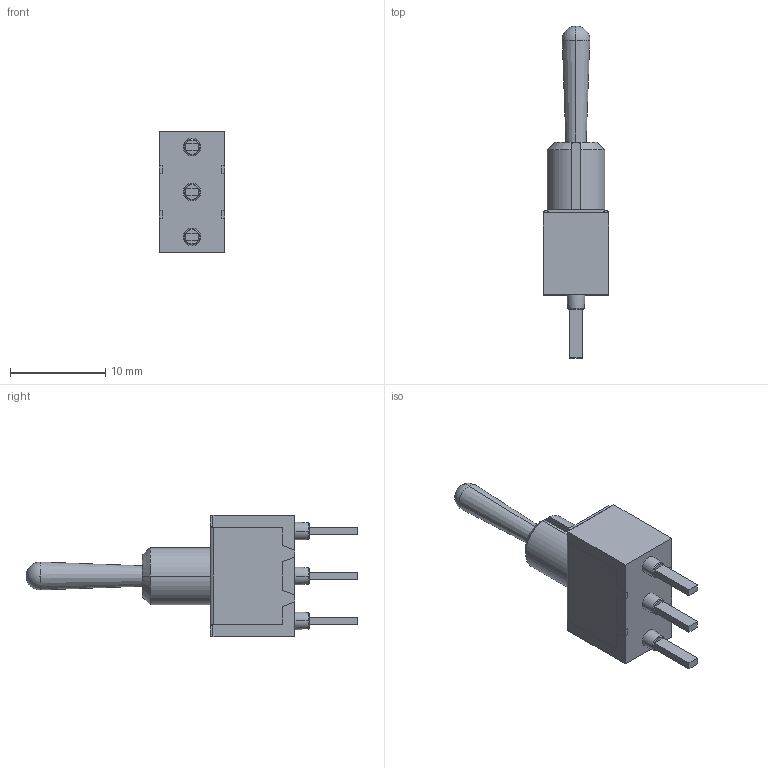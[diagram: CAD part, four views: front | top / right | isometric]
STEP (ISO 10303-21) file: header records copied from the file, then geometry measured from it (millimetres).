
FILE_DESCRIPTION (( 'STEP AP214' ), '1' );
FILE_NAME ('100SP1T1B4M2QE.STEP', '2020-12-06T17:06:17', ( '' ), ( '' ), 'SwSTEP 2.0', 'SolidWorks 2017', '' );
FILE_SCHEMA (( 'AUTOMOTIVE_DESIGN' ));
Length unit declared in the file: millimetre
Products named in the file (1): 100SP1T1B4M2QE
Bounding box: 6.86 x 34.78 x 12.7 mm (x, y, z)
Volume: 1050.6 mm3; surface area: 1400.8 mm2
Topology: 9 solids, 9 shells, 144 faces, 349 edges, 222 vertices
Faces by surface type: plane 113, torus 14, cylinder 11, cone 4, sphere 2
Entity records: 4215 total; most frequent: CARTESIAN_POINT 719, DIRECTION 695, ORIENTED_EDGE 688, EDGE_CURVE 344, LINE 277, VECTOR 277, VERTEX_POINT 219, AXIS2_PLACEMENT_3D 209
